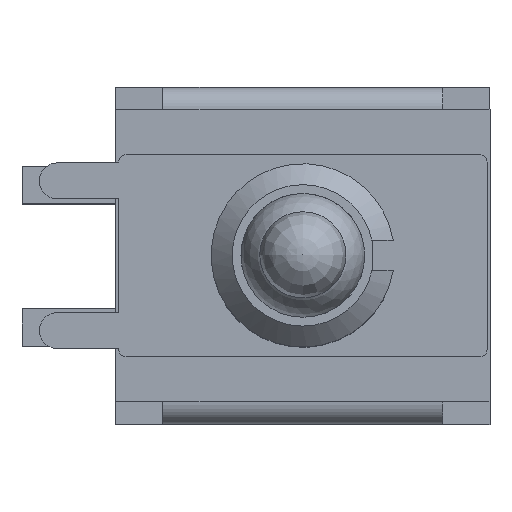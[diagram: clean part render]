
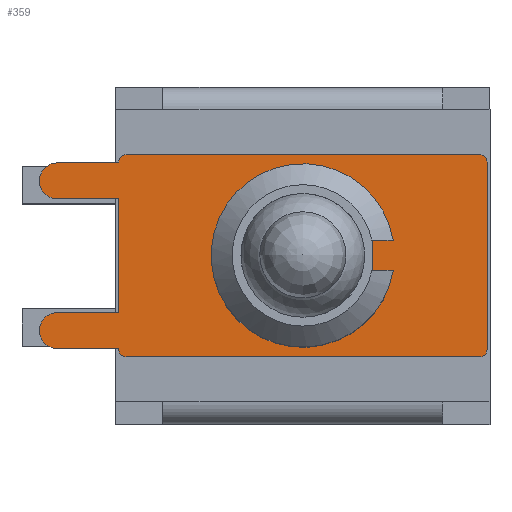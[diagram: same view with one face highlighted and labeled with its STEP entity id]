
A CAD part, top view. The second image highlights one B-rep face of the part: STEP entity #359.
In plain terms, the highlighted planar face has unit normal (0, 0, 1).
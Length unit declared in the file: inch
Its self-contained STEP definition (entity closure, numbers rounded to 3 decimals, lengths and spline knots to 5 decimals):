
#183=CARTESIAN_POINT('',(0.27596,0.14854,0.36969));
#184=DIRECTION('',(0.0,0.0,1.0));
#185=DIRECTION('',(1.0,0.0,0.0));
#186=AXIS2_PLACEMENT_3D('',#183,#184,#185);
#187=PLANE('',#186);
#188=CARTESIAN_POINT('',(-0.24606,0.1252,0.36969));
#189=VERTEX_POINT('',#188);
#190=CARTESIAN_POINT('',(-0.23622,0.13504,0.36969));
#191=VERTEX_POINT('',#190);
#192=CARTESIAN_POINT('',(-0.23622,0.1252,0.36969));
#193=DIRECTION('',(0.0,0.0,-1.0));
#194=DIRECTION('',(-0.707,0.707,0.0));
#195=AXIS2_PLACEMENT_3D('',#192,#193,#194);
#196=CIRCLE('',#195,0.00984);
#197=EDGE_CURVE('',#189,#191,#196,.T.);
#198=ORIENTED_EDGE('',*,*,#197,.F.);
#199=CARTESIAN_POINT('',(-0.24606,0.12402,0.36969));
#200=VERTEX_POINT('',#199);
#201=CARTESIAN_POINT('',(-0.24606,0.12402,0.36969));
#202=DIRECTION('',(0.0,1.0,0.0));
#203=VECTOR('',#202,0.00118);
#204=LINE('',#201,#203);
#205=EDGE_CURVE('',#200,#189,#204,.T.);
#206=ORIENTED_EDGE('',*,*,#205,.F.);
#207=CARTESIAN_POINT('',(-0.32795,0.12402,0.36969));
#208=VERTEX_POINT('',#207);
#209=CARTESIAN_POINT('',(-0.32795,0.12402,0.36969));
#210=DIRECTION('',(1.0,0.0,0.0));
#211=VECTOR('',#210,0.08189);
#212=LINE('',#209,#211);
#213=EDGE_CURVE('',#208,#200,#212,.T.);
#214=ORIENTED_EDGE('',*,*,#213,.F.);
#215=CARTESIAN_POINT('',(-0.32795,0.07598,0.36969));
#216=VERTEX_POINT('',#215);
#217=CARTESIAN_POINT('',(-0.32795,0.1,0.36969));
#218=DIRECTION('',(0.0,0.0,-1.0));
#219=DIRECTION('',(0.0,1.0,0.0));
#220=AXIS2_PLACEMENT_3D('',#217,#218,#219);
#221=CIRCLE('',#220,0.02402);
#222=EDGE_CURVE('',#216,#208,#221,.T.);
#223=ORIENTED_EDGE('',*,*,#222,.F.);
#224=CARTESIAN_POINT('',(-0.24606,0.07598,0.36969));
#225=VERTEX_POINT('',#224);
#226=CARTESIAN_POINT('',(-0.24606,0.07598,0.36969));
#227=DIRECTION('',(-1.0,0.0,0.0));
#228=VECTOR('',#227,0.08189);
#229=LINE('',#226,#228);
#230=EDGE_CURVE('',#225,#216,#229,.T.);
#231=ORIENTED_EDGE('',*,*,#230,.F.);
#232=CARTESIAN_POINT('',(-0.24606,-0.07598,0.36969));
#233=VERTEX_POINT('',#232);
#234=CARTESIAN_POINT('',(-0.24606,-0.07598,0.36969));
#235=DIRECTION('',(0.0,1.0,0.0));
#236=VECTOR('',#235,0.15197);
#237=LINE('',#234,#236);
#238=EDGE_CURVE('',#233,#225,#237,.T.);
#239=ORIENTED_EDGE('',*,*,#238,.F.);
#240=CARTESIAN_POINT('',(-0.32795,-0.07598,0.36969));
#241=VERTEX_POINT('',#240);
#242=CARTESIAN_POINT('',(-0.32795,-0.07598,0.36969));
#243=DIRECTION('',(1.0,0.0,0.0));
#244=VECTOR('',#243,0.08189);
#245=LINE('',#242,#244);
#246=EDGE_CURVE('',#241,#233,#245,.T.);
#247=ORIENTED_EDGE('',*,*,#246,.F.);
#248=CARTESIAN_POINT('',(-0.32795,-0.12402,0.36969));
#249=VERTEX_POINT('',#248);
#250=CARTESIAN_POINT('',(-0.32795,-0.1,0.36969));
#251=DIRECTION('',(0.0,0.0,-1.0));
#252=DIRECTION('',(0.0,1.0,0.0));
#253=AXIS2_PLACEMENT_3D('',#250,#251,#252);
#254=CIRCLE('',#253,0.02402);
#255=EDGE_CURVE('',#249,#241,#254,.T.);
#256=ORIENTED_EDGE('',*,*,#255,.F.);
#257=CARTESIAN_POINT('',(-0.24606,-0.12402,0.36969));
#258=VERTEX_POINT('',#257);
#259=CARTESIAN_POINT('',(-0.24606,-0.12402,0.36969));
#260=DIRECTION('',(-1.0,0.0,0.0));
#261=VECTOR('',#260,0.08189);
#262=LINE('',#259,#261);
#263=EDGE_CURVE('',#258,#249,#262,.T.);
#264=ORIENTED_EDGE('',*,*,#263,.F.);
#265=CARTESIAN_POINT('',(-0.24606,-0.1252,0.36969));
#266=VERTEX_POINT('',#265);
#267=CARTESIAN_POINT('',(-0.24606,-0.1252,0.36969));
#268=DIRECTION('',(0.0,1.0,0.0));
#269=VECTOR('',#268,0.00118);
#270=LINE('',#267,#269);
#271=EDGE_CURVE('',#266,#258,#270,.T.);
#272=ORIENTED_EDGE('',*,*,#271,.F.);
#273=CARTESIAN_POINT('',(-0.23622,-0.13504,0.36969));
#274=VERTEX_POINT('',#273);
#275=CARTESIAN_POINT('',(-0.23622,-0.1252,0.36969));
#276=DIRECTION('',(0.0,0.0,-1.0));
#277=DIRECTION('',(-0.707,-0.707,0.0));
#278=AXIS2_PLACEMENT_3D('',#275,#276,#277);
#279=CIRCLE('',#278,0.00984);
#280=EDGE_CURVE('',#274,#266,#279,.T.);
#281=ORIENTED_EDGE('',*,*,#280,.F.);
#282=CARTESIAN_POINT('',(0.23622,-0.13504,0.36969));
#283=VERTEX_POINT('',#282);
#284=CARTESIAN_POINT('',(0.23622,-0.13504,0.36969));
#285=DIRECTION('',(-1.0,0.0,0.0));
#286=VECTOR('',#285,0.47244);
#287=LINE('',#284,#286);
#288=EDGE_CURVE('',#283,#274,#287,.T.);
#289=ORIENTED_EDGE('',*,*,#288,.F.);
#290=CARTESIAN_POINT('',(0.24606,-0.1252,0.36969));
#291=VERTEX_POINT('',#290);
#292=CARTESIAN_POINT('',(0.23622,-0.1252,0.36969));
#293=DIRECTION('',(0.0,0.0,-1.0));
#294=DIRECTION('',(0.707,-0.707,0.0));
#295=AXIS2_PLACEMENT_3D('',#292,#293,#294);
#296=CIRCLE('',#295,0.00984);
#297=EDGE_CURVE('',#291,#283,#296,.T.);
#298=ORIENTED_EDGE('',*,*,#297,.F.);
#299=CARTESIAN_POINT('',(0.24606,0.1252,0.36969));
#300=VERTEX_POINT('',#299);
#301=CARTESIAN_POINT('',(0.24606,0.1252,0.36969));
#302=DIRECTION('',(0.0,-1.0,0.0));
#303=VECTOR('',#302,0.25039);
#304=LINE('',#301,#303);
#305=EDGE_CURVE('',#300,#291,#304,.T.);
#306=ORIENTED_EDGE('',*,*,#305,.F.);
#307=CARTESIAN_POINT('',(0.23622,0.13504,0.36969));
#308=VERTEX_POINT('',#307);
#309=CARTESIAN_POINT('',(0.23622,0.1252,0.36969));
#310=DIRECTION('',(0.0,0.0,-1.0));
#311=DIRECTION('',(0.707,0.707,0.0));
#312=AXIS2_PLACEMENT_3D('',#309,#310,#311);
#313=CIRCLE('',#312,0.00984);
#314=EDGE_CURVE('',#308,#300,#313,.T.);
#315=ORIENTED_EDGE('',*,*,#314,.F.);
#316=CARTESIAN_POINT('',(-0.23622,0.13504,0.36969));
#317=DIRECTION('',(1.0,0.0,0.0));
#318=VECTOR('',#317,0.47244);
#319=LINE('',#316,#318);
#320=EDGE_CURVE('',#191,#308,#319,.T.);
#321=ORIENTED_EDGE('',*,*,#320,.F.);
#322=EDGE_LOOP('',(#198,#206,#214,#223,#231,#239,#247,#256,#264,#272,#281,#289,#298,#306,#315,#321));
#323=FACE_OUTER_BOUND('',#322,.T.);
#324=CARTESIAN_POINT('',(0.09283,-0.02008,0.36969));
#325=VERTEX_POINT('',#324);
#326=CARTESIAN_POINT('',(0.09283,0.02008,0.36969));
#327=VERTEX_POINT('',#326);
#328=CARTESIAN_POINT('',(0.09283,-0.02008,0.36969));
#329=DIRECTION('',(0.0,1.0,0.0));
#330=VECTOR('',#329,0.04016);
#331=LINE('',#328,#330);
#332=EDGE_CURVE('',#325,#327,#331,.T.);
#333=ORIENTED_EDGE('',*,*,#332,.F.);
#334=CARTESIAN_POINT('',(0.12078,-0.02008,0.36969));
#335=VERTEX_POINT('',#334);
#336=CARTESIAN_POINT('',(0.12078,-0.02008,0.36969));
#337=DIRECTION('',(-1.0,0.0,0.0));
#338=VECTOR('',#337,0.02795);
#339=LINE('',#336,#338);
#340=EDGE_CURVE('',#335,#325,#339,.T.);
#341=ORIENTED_EDGE('',*,*,#340,.F.);
#342=CARTESIAN_POINT('',(0.12078,0.02008,0.36969));
#343=VERTEX_POINT('',#342);
#344=CARTESIAN_POINT('',(0.,0.,0.36969));
#345=DIRECTION('',(0.0,0.0,1.0));
#346=DIRECTION('',(0.986,0.164,0.0));
#347=AXIS2_PLACEMENT_3D('',#344,#345,#346);
#348=CIRCLE('',#347,0.12244);
#349=EDGE_CURVE('',#343,#335,#348,.T.);
#350=ORIENTED_EDGE('',*,*,#349,.F.);
#351=CARTESIAN_POINT('',(0.09283,0.02008,0.36969));
#352=DIRECTION('',(1.0,0.0,0.0));
#353=VECTOR('',#352,0.02795);
#354=LINE('',#351,#353);
#355=EDGE_CURVE('',#327,#343,#354,.T.);
#356=ORIENTED_EDGE('',*,*,#355,.F.);
#357=EDGE_LOOP('',(#333,#341,#350,#356));
#358=FACE_BOUND('',#357,.T.);
#359=ADVANCED_FACE('',(#323,#358),#187,.T.);
